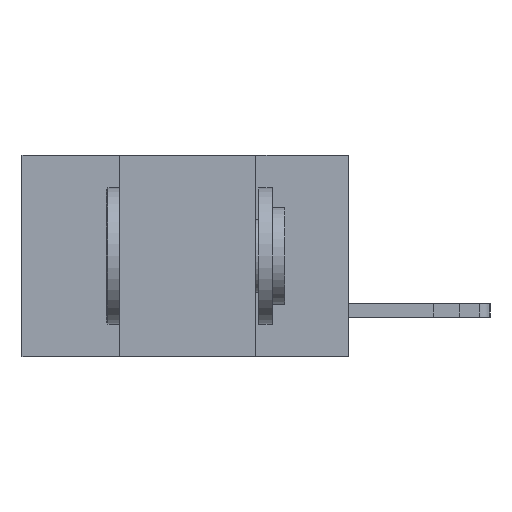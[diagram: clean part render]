
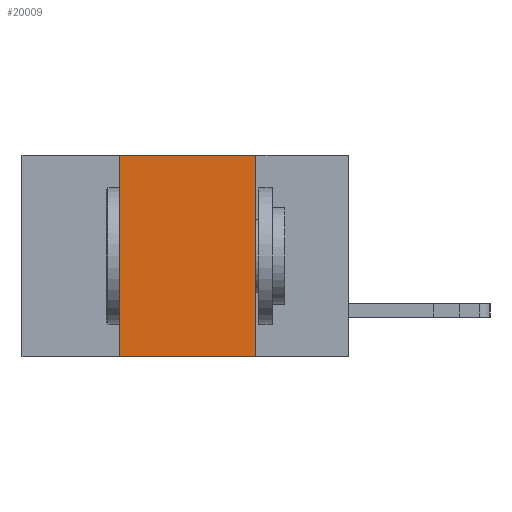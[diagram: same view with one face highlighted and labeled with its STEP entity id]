
A CAD part, left-side view. The second image highlights one B-rep face of the part: STEP entity #20009.
In plain terms, the highlighted planar face has unit normal (-1, 0, 0).
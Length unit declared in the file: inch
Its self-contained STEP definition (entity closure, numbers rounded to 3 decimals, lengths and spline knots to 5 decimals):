
#44 = CARTESIAN_POINT ( 'NONE',  ( 0., 0.6, 0. ) ) ;
#595 = VECTOR ( 'NONE', #12980, 39.37008 ) ;
#1114 = EDGE_CURVE ( 'NONE', #2672, #3037, #20280, .T. ) ;
#1996 = DIRECTION ( 'NONE',  ( 0., -1., 0. ) ) ;
#2418 = DIRECTION ( 'NONE',  ( 0., 0., -1. ) ) ;
#2578 = LINE ( 'NONE', #10629, #15344 ) ;
#2672 = VERTEX_POINT ( 'NONE', #8823 ) ;
#3037 = VERTEX_POINT ( 'NONE', #11843 ) ;
#3335 = VECTOR ( 'NONE', #15148, 39.37008 ) ;
#3431 = DIRECTION ( 'NONE',  ( 0., 0., -1. ) ) ;
#3833 = CARTESIAN_POINT ( 'NONE',  ( 0., 0.42, 0. ) ) ;
#4322 = ORIENTED_EDGE ( 'NONE', *, *, #16732, .F. ) ;
#4607 = CARTESIAN_POINT ( 'NONE',  ( 0., 0.42, 0. ) ) ;
#4926 = LINE ( 'NONE', #4607, #595 ) ;
#5621 = AXIS2_PLACEMENT_3D ( 'NONE', #44, #13390, #3431 ) ;
#8397 = EDGE_CURVE ( 'NONE', #20821, #17770, #17171, .T. ) ;
#8823 = CARTESIAN_POINT ( 'NONE',  ( 0., 0.42, -0.37 ) ) ;
#10629 = CARTESIAN_POINT ( 'NONE',  ( 0., 0.17, 0. ) ) ;
#10741 = ORIENTED_EDGE ( 'NONE', *, *, #8397, .F. ) ;
#11059 = FACE_OUTER_BOUND ( 'NONE', #21102, .T. ) ;
#11178 = CARTESIAN_POINT ( 'NONE',  ( 0., 0.6, -0.37 ) ) ;
#11843 = CARTESIAN_POINT ( 'NONE',  ( 0., 0.17, -0.37 ) ) ;
#12980 = DIRECTION ( 'NONE',  ( 0., 0., 1. ) ) ;
#13333 = ORIENTED_EDGE ( 'NONE', *, *, #18930, .F. ) ;
#13390 = DIRECTION ( 'NONE',  ( 1., 0., 0. ) ) ;
#15148 = DIRECTION ( 'NONE',  ( 0., -1., 0. ) ) ;
#15344 = VECTOR ( 'NONE', #2418, 39.37008 ) ;
#15357 = VECTOR ( 'NONE', #1996, 39.37008 ) ;
#15571 = CARTESIAN_POINT ( 'NONE',  ( 0., 0.6, 0. ) ) ;
#16354 = ORIENTED_EDGE ( 'NONE', *, *, #1114, .T. ) ;
#16732 = EDGE_CURVE ( 'NONE', #2672, #20821, #4926, .T. ) ;
#17171 = LINE ( 'NONE', #15571, #3335 ) ;
#17440 = CARTESIAN_POINT ( 'NONE',  ( 0., 0.17, 0. ) ) ;
#17770 = VERTEX_POINT ( 'NONE', #17440 ) ;
#18357 = PLANE ( 'NONE',  #5621 ) ;
#18930 = EDGE_CURVE ( 'NONE', #17770, #3037, #2578, .T. ) ;
#20009 = ADVANCED_FACE ( 'NONE', ( #11059 ), #18357, .F. ) ;
#20280 = LINE ( 'NONE', #11178, #15357 ) ;
#20821 = VERTEX_POINT ( 'NONE', #3833 ) ;
#21102 = EDGE_LOOP ( 'NONE', ( #13333, #10741, #4322, #16354 ) ) ;
